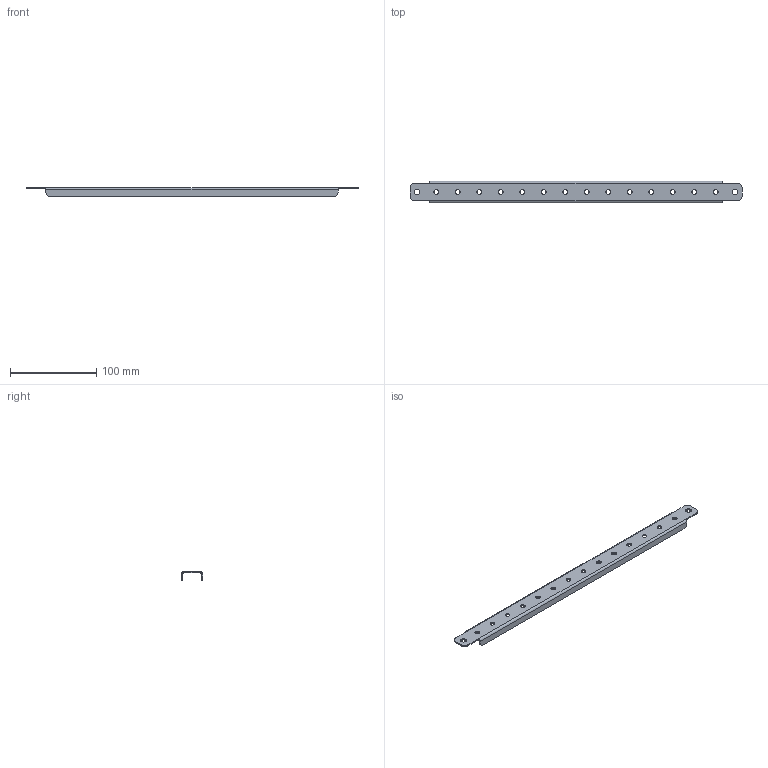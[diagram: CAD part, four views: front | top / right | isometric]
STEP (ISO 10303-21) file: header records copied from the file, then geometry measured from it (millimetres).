
FILE_DESCRIPTION (( 'STEP AP214' ), '1' );
FILE_NAME ('FO-00-RDH-050 FORMAT Ðåéêà äâåðíàÿ ãîðèçîíòàëüíàÿ 500 IEK.STEP', '2022-11-25T14:03:40', ( '' ), ( '' ), 'SwSTEP 2.0', 'SolidWorks 2022', '' );
FILE_SCHEMA (( 'AUTOMOTIVE_DESIGN' ));
Length unit declared in the file: millimetre
Products named in the file (1): FO-00-RDH-050 FORMAT Рейка дверная горизонтальная 500 IEK
Bounding box: 386 x 25 x 10 mm (x, y, z)
Volume: 21389 mm3; surface area: 30189.9 mm2
Topology: 1 solids, 1 shells, 66 faces, 176 edges, 112 vertices
Faces by surface type: cylinder 44, plane 22
Entity records: 2288 total; most frequent: DIRECTION 398, CARTESIAN_POINT 355, ORIENTED_EDGE 352, EDGE_CURVE 176, AXIS2_PLACEMENT_3D 155, VERTEX_POINT 112, EDGE_LOOP 98, VECTOR 88
